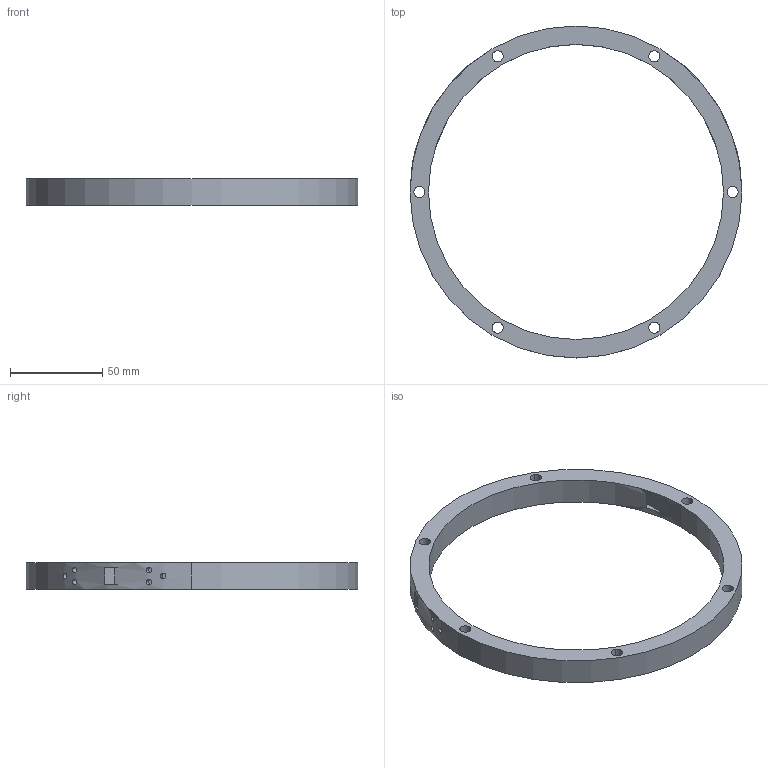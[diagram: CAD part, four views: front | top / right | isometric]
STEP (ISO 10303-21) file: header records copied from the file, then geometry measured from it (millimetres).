
FILE_DESCRIPTION(/* description */ ('VariCAD 2022-1.06 AP-214'),/* implementation_level */ '2;1');
FILE_NAME(/* name */ 'body.stp',/* time_stamp */ '2022-06-16T22:29:55-05:00',/* author */ (''),/* organization */ (''),/* preprocessor_version */ 'VariCAD 2022-1.06',/* originating_system */ 'VariCAD 2022-1.06; kernel version (20180118)',/* authorisation */ '');
FILE_SCHEMA(('AUTOMOTIVE_DESIGN'));
Length unit declared in the file: millimetre
Products named in the file (2): body
Assembly tree (1 placements, depth 2):
  body
    (unnamed)
Bounding box: 180 x 180 x 14.5 mm (x, y, z)
Volume: 73048.2 mm3; surface area: 29031.8 mm2
Topology: 1 solids, 1 shells, 62 faces, 144 edges, 96 vertices
Faces by surface type: cylinder 40, plane 22
Entity records: 2146 total; most frequent: CARTESIAN_POINT 618, DIRECTION 316, ORIENTED_EDGE 288, EDGE_CURVE 144, AXIS2_PLACEMENT_3D 130, VERTEX_POINT 96, EDGE_LOOP 92, CIRCLE 64
